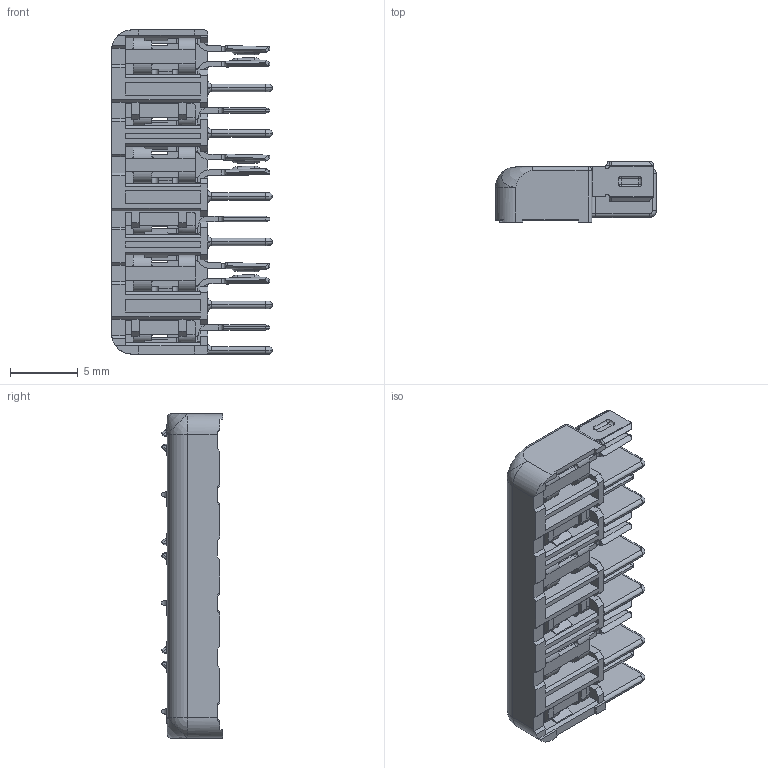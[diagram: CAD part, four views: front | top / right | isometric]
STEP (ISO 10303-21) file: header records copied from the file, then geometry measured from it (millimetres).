
FILE_DESCRIPTION(/* description */ (''),/* implementation_level */ '2;1');
FILE_NAME(/* name */ '5254-06-xx-xx.stp',/* time_stamp */ '2017-07-11T09:55:08+02:00',/* author */ ('andreas.larin'),/* organization */ (''),/* preprocessor_version */ 'ST-DEVELOPER v15.6',/* originating_system */ 'Autodesk Inventor 2015',/* authorisation */ '');
FILE_SCHEMA (('AUTOMOTIVE_DESIGN { 1 0 10303 214 3 1 1 }'));
Length unit declared in the file: centimetre
Products named in the file (1): 5254-06-xx-xx
Bounding box: 11.85 x 4.51 x 23.9 mm (x, y, z)
Volume: 488.1 mm3; surface area: 1799.5 mm2
Topology: 1 solids, 1 shells, 1115 faces, 3273 edges, 2051 vertices
Faces by surface type: plane 571, cylinder 415, sphere 57, bspline 38, torus 22, cone 12
Entity records: 38241 total; most frequent: CARTESIAN_POINT 8805, ORIENTED_EDGE 6392, DIRECTION 6012, EDGE_CURVE 3196, LINE 2078, VECTOR 2078, VERTEX_POINT 2039, AXIS2_PLACEMENT_3D 1967
